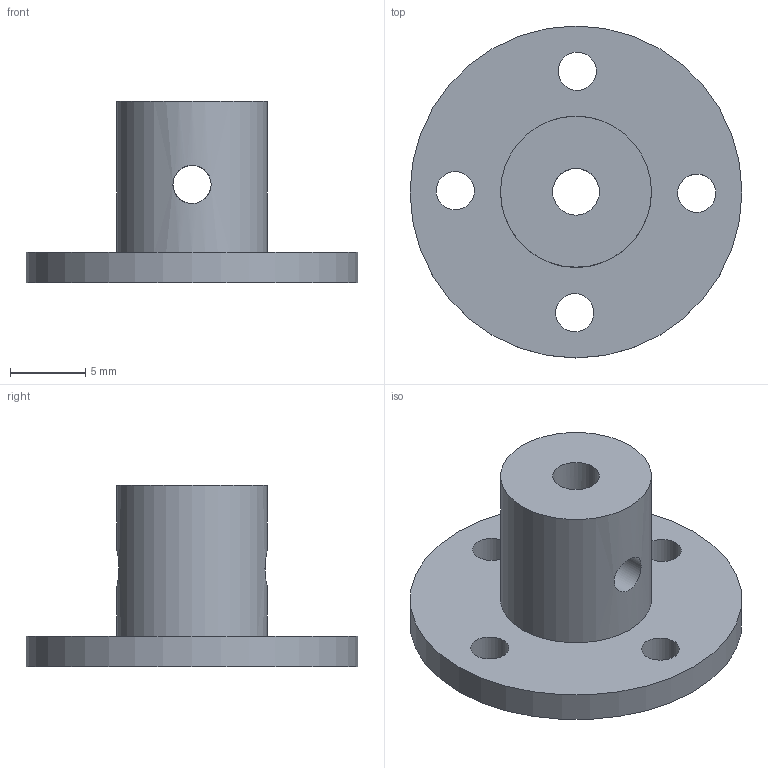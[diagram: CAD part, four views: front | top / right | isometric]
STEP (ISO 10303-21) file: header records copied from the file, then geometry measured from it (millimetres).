
FILE_DESCRIPTION(/* description */ (''),/* implementation_level */ '2;1');
FILE_NAME(/* name */ '3mm shaft coupler v2.step',/* time_stamp */ '2022-12-01T01:05:31-05:00',/* author */ (''),/* organization */ (''),/* preprocessor_version */ 'ST-DEVELOPER v19.2',/* originating_system */ 'Autodesk Translation Framework v11.17.0.187',/* authorisation */ '');
FILE_SCHEMA (('AUTOMOTIVE_DESIGN { 1 0 10303 214 3 1 1 }'));
Length unit declared in the file: millimetre
Products named in the file (1): 3mm shaft coupler
Bounding box: 22 x 22 x 12 mm (x, y, z)
Volume: 1379.2 mm3; surface area: 1374.8 mm2
Topology: 1 solids, 1 shells, 12 faces, 29 edges, 20 vertices
Faces by surface type: cylinder 9, plane 3
Full cylindrical faces by diameter (mm): 2.529 x6, 3.1 x1, 10 x1, 22 x1
Entity records: 562 total; most frequent: CARTESIAN_POINT 212, DIRECTION 63, ORIENTED_EDGE 58, EDGE_CURVE 29, EDGE_LOOP 27, AXIS2_PLACEMENT_3D 27, VERTEX_POINT 20, FACE_BOUND 15
